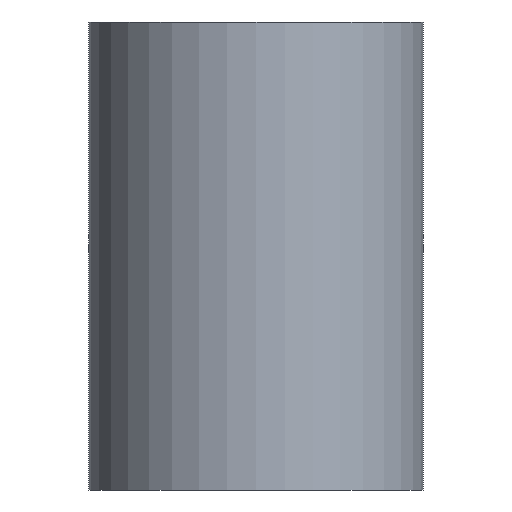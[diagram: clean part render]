
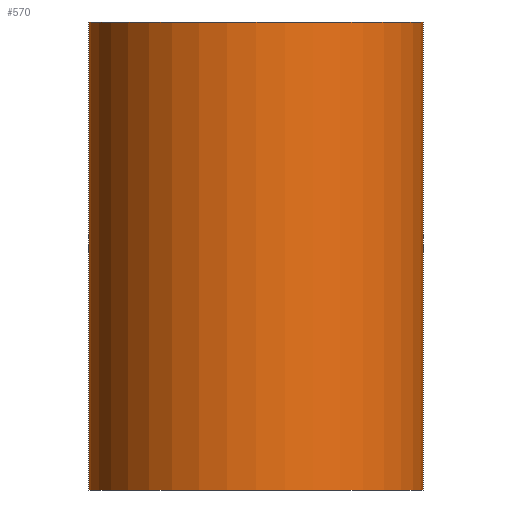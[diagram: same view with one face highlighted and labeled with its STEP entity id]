
A CAD part, front view. The second image highlights one B-rep face of the part: STEP entity #570.
In plain terms, the highlighted cylindrical face has radius 25 mm (diameter 50 mm), a partial arc.
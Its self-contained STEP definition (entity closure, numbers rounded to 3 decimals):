
#6 = CARTESIAN_POINT ( 'NONE',  ( -25., 0., 70. ) ) ;
#30 = CARTESIAN_POINT ( 'NONE',  ( -25., 0., 0. ) ) ;
#43 = CARTESIAN_POINT ( 'NONE',  ( 0., 0., 70. ) ) ;
#51 = DIRECTION ( 'NONE',  ( 0., 0., 1. ) ) ;
#53 = VERTEX_POINT ( 'NONE', #30 ) ;
#113 = LINE ( 'NONE', #6, #544 ) ;
#148 = VERTEX_POINT ( 'NONE', #241 ) ;
#188 = ORIENTED_EDGE ( 'NONE', *, *, #532, .F. ) ;
#241 = CARTESIAN_POINT ( 'NONE',  ( 25., 0., 70. ) ) ;
#255 = ORIENTED_EDGE ( 'NONE', *, *, #650, .T. ) ;
#269 = ORIENTED_EDGE ( 'NONE', *, *, #1198, .T. ) ;
#307 = DIRECTION ( 'NONE',  ( 0., 0., 1. ) ) ;
#334 = LINE ( 'NONE', #871, #423 ) ;
#380 = FACE_OUTER_BOUND ( 'NONE', #895, .T. ) ;
#387 = DIRECTION ( 'NONE',  ( 1., 0., 0. ) ) ;
#394 = DIRECTION ( 'NONE',  ( 1., 0., 0. ) ) ;
#423 = VECTOR ( 'NONE', #797, 1000. ) ;
#478 = ORIENTED_EDGE ( 'NONE', *, *, #814, .F. ) ;
#524 = VERTEX_POINT ( 'NONE', #712 ) ;
#532 = EDGE_CURVE ( 'NONE', #524, #148, #1165, .T. ) ;
#542 = CIRCLE ( 'NONE', #752, 25. ) ;
#544 = VECTOR ( 'NONE', #1340, 1000. ) ;
#570 = ADVANCED_FACE ( 'NONE', ( #380 ), #700, .T. ) ;
#650 = EDGE_CURVE ( 'NONE', #53, #729, #542, .T. ) ;
#700 = CYLINDRICAL_SURFACE ( 'NONE', #979, 25. ) ;
#712 = CARTESIAN_POINT ( 'NONE',  ( -25., 0., 70. ) ) ;
#729 = VERTEX_POINT ( 'NONE', #734 ) ;
#734 = CARTESIAN_POINT ( 'NONE',  ( 25., 0., 0. ) ) ;
#752 = AXIS2_PLACEMENT_3D ( 'NONE', #1420, #307, #394 ) ;
#795 = AXIS2_PLACEMENT_3D ( 'NONE', #43, #51, #387 ) ;
#797 = DIRECTION ( 'NONE',  ( 0., 0., -1. ) ) ;
#806 = DIRECTION ( 'NONE',  ( 0., 0., -1. ) ) ;
#814 = EDGE_CURVE ( 'NONE', #148, #729, #334, .T. ) ;
#871 = CARTESIAN_POINT ( 'NONE',  ( 25., 0., 70. ) ) ;
#895 = EDGE_LOOP ( 'NONE', ( #478, #188, #269, #255 ) ) ;
#979 = AXIS2_PLACEMENT_3D ( 'NONE', #1168, #806, #1250 ) ;
#1165 = CIRCLE ( 'NONE', #795, 25. ) ;
#1168 = CARTESIAN_POINT ( 'NONE',  ( 0., 0., 70. ) ) ;
#1198 = EDGE_CURVE ( 'NONE', #524, #53, #113, .T. ) ;
#1250 = DIRECTION ( 'NONE',  ( -1., 0., 0. ) ) ;
#1340 = DIRECTION ( 'NONE',  ( 0., 0., -1. ) ) ;
#1420 = CARTESIAN_POINT ( 'NONE',  ( 0., 0., 0. ) ) ;
